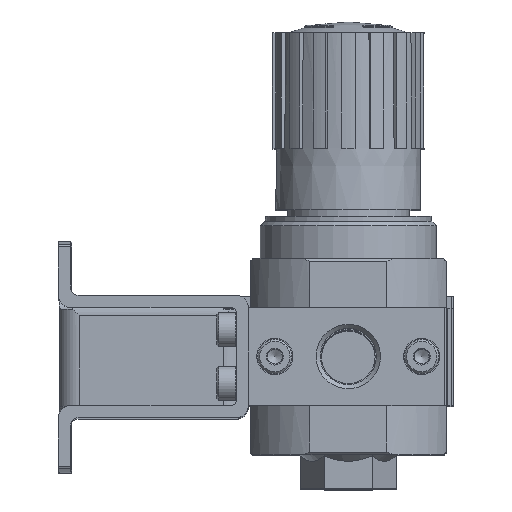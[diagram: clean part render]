
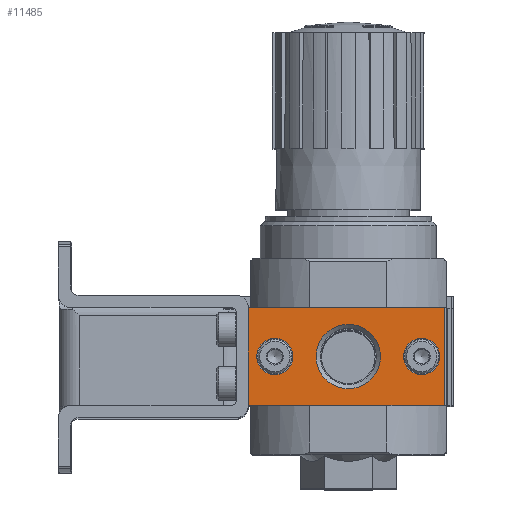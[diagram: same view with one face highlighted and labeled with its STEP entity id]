
A CAD part, top view. The second image highlights one B-rep face of the part: STEP entity #11485.
In plain terms, the highlighted face is planar.
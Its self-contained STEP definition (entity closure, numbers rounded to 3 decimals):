
#478=PLANE('',#12387);
#898=LINE('',#17591,#1642);
#902=LINE('',#17599,#1646);
#905=LINE('',#17605,#1649);
#907=LINE('',#17612,#1651);
#1642=VECTOR('',#14222,1000.);
#1646=VECTOR('',#14228,1000.);
#1649=VECTOR('',#14233,1000.);
#1651=VECTOR('',#14241,1000.);
#3198=ORIENTED_EDGE('',*,*,#5583,.T.);
#3199=ORIENTED_EDGE('',*,*,#5584,.T.);
#3200=ORIENTED_EDGE('',*,*,#5585,.T.);
#3201=ORIENTED_EDGE('',*,*,#5571,.T.);
#3202=ORIENTED_EDGE('',*,*,#5575,.T.);
#3203=ORIENTED_EDGE('',*,*,#5578,.T.);
#3204=ORIENTED_EDGE('',*,*,#5582,.T.);
#5571=EDGE_CURVE('',#6860,#6859,#898,.T.);
#5575=EDGE_CURVE('',#6859,#6862,#902,.T.);
#5578=EDGE_CURVE('',#6862,#6864,#905,.T.);
#5582=EDGE_CURVE('',#6864,#6860,#907,.T.);
#5583=EDGE_CURVE('',#6867,#6867,#7721,.T.);
#5584=EDGE_CURVE('',#6868,#6868,#7722,.T.);
#5585=EDGE_CURVE('',#6869,#6869,#7723,.T.);
#6859=VERTEX_POINT('',#17590);
#6860=VERTEX_POINT('',#17592);
#6862=VERTEX_POINT('',#17598);
#6864=VERTEX_POINT('',#17604);
#6867=VERTEX_POINT('',#17615);
#6868=VERTEX_POINT('',#17617);
#6869=VERTEX_POINT('',#17619);
#7721=CIRCLE('',#12388,3.7);
#7722=CIRCLE('',#12389,3.7);
#7723=CIRCLE('',#12390,6.579);
#8315=EDGE_LOOP('',(#3198));
#8316=EDGE_LOOP('',(#3199));
#8317=EDGE_LOOP('',(#3200));
#8318=EDGE_LOOP('',(#3201,#3202,#3203,#3204));
#9149=FACE_BOUND('',#8315,.T.);
#9150=FACE_BOUND('',#8316,.T.);
#9151=FACE_BOUND('',#8317,.T.);
#9152=FACE_BOUND('',#8318,.T.);
#11485=ADVANCED_FACE('',(#9149,#9150,#9151,#9152),#478,.T.);
#12387=AXIS2_PLACEMENT_3D('',#17613,#14242,#14243);
#12388=AXIS2_PLACEMENT_3D('',#17614,#14244,#14245);
#12389=AXIS2_PLACEMENT_3D('',#17616,#14246,#14247);
#12390=AXIS2_PLACEMENT_3D('',#17618,#14248,#14249);
#14222=DIRECTION('',(-1.,0.,0.));
#14228=DIRECTION('',(0.,0.,1.));
#14233=DIRECTION('',(1.,0.,0.));
#14241=DIRECTION('',(0.,0.,-1.));
#14242=DIRECTION('',(0.,1.,0.));
#14243=DIRECTION('',(0.,0.,1.));
#14244=DIRECTION('',(0.,-1.,0.));
#14245=DIRECTION('',(0.,0.,-1.));
#14246=DIRECTION('',(0.,-1.,0.));
#14247=DIRECTION('',(0.,0.,-1.));
#14248=DIRECTION('',(0.,-1.,0.));
#14249=DIRECTION('',(0.,0.,-1.));
#17590=CARTESIAN_POINT('',(-20.,12.,-10.));
#17591=CARTESIAN_POINT('',(20.,12.,-10.));
#17592=CARTESIAN_POINT('',(20.,12.,-10.));
#17598=CARTESIAN_POINT('',(-20.,12.,10.));
#17599=CARTESIAN_POINT('',(-20.,12.,-10.));
#17604=CARTESIAN_POINT('',(20.,12.,10.));
#17605=CARTESIAN_POINT('',(-20.,12.,10.));
#17612=CARTESIAN_POINT('',(20.,12.,10.));
#17613=CARTESIAN_POINT('',(0.,12.,0.));
#17614=CARTESIAN_POINT('',(-15.4,12.,0.));
#17615=CARTESIAN_POINT('',(-15.4,12.,-3.7));
#17616=CARTESIAN_POINT('',(14.6,12.,0.));
#17617=CARTESIAN_POINT('',(14.6,12.,-3.7));
#17618=CARTESIAN_POINT('',(-0.4,12.,0.));
#17619=CARTESIAN_POINT('',(-0.4,12.,-6.579));
